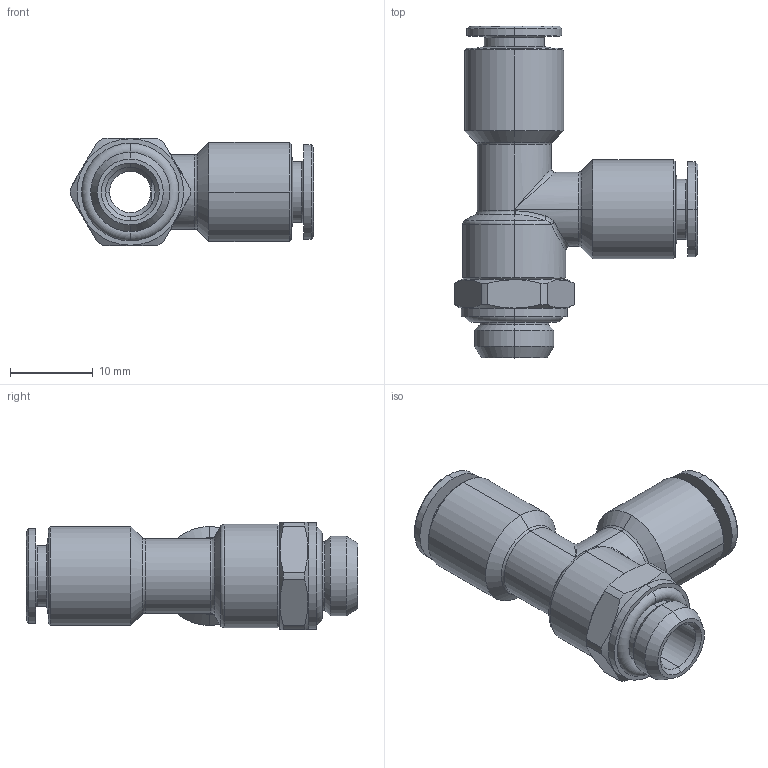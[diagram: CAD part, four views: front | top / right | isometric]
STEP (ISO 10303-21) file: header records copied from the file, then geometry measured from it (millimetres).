
FILE_DESCRIPTION (( 'STEP AP203' ), '1' );
FILE_NAME ('A0140031.STEP', '2009-11-27T14:51:34', ( 'Gabriele' ), ( 'C.Matic srl' ), 'SwSTEP 2.0', 'SolidWorks 2009', '' );
FILE_SCHEMA (( 'CONFIG_CONTROL_DESIGN' ));
Length unit declared in the file: millimetre
Products named in the file (1): A0140031
Bounding box: 29.45 x 40.2 x 13 mm (x, y, z)
Volume: 3917.6 mm3; surface area: 3631.4 mm2
Topology: 1 solids, 1 shells, 125 faces, 283 edges, 162 vertices
Faces by surface type: cone 43, cylinder 42, plane 16, torus 12, bspline 8, sphere 4
Entity records: 4472 total; most frequent: CARTESIAN_POINT 1609, DIRECTION 630, ORIENTED_EDGE 558, EDGE_CURVE 279, AXIS2_PLACEMENT_3D 270, VERTEX_POINT 162, CIRCLE 152, EDGE_LOOP 135
